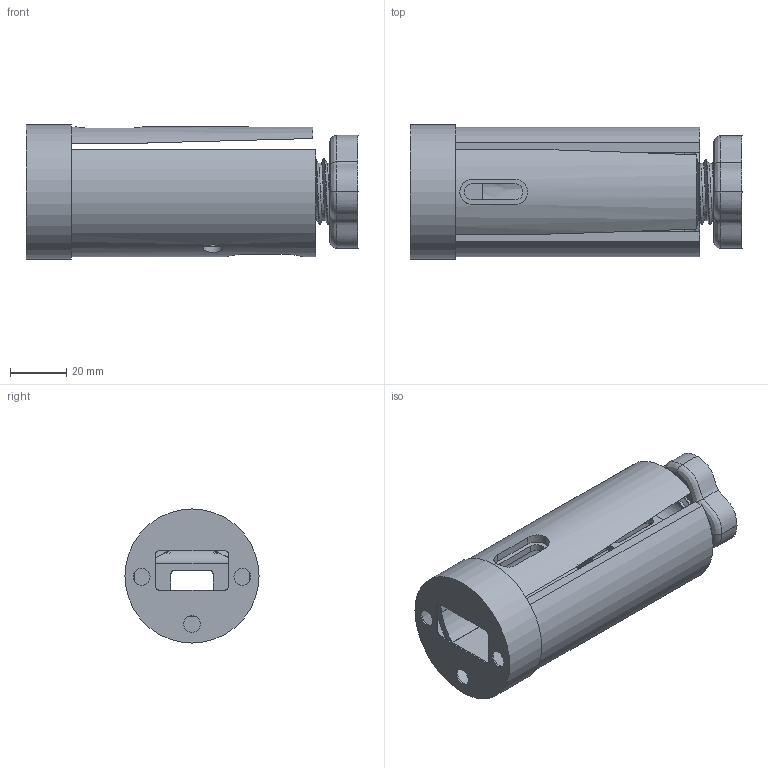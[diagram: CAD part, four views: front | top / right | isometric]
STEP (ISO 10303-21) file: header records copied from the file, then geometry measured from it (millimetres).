
FILE_DESCRIPTION(/* description */ (''),/* implementation_level */ '2;1');
FILE_NAME(/* name */ 'FilamentSpoolScale v27.step',/* time_stamp */ '2023-03-26T16:59:26+02:00',/* author */ (''),/* organization */ (''),/* preprocessor_version */ 'ST-DEVELOPER v19.2',/* originating_system */ 'Autodesk Translation Framework v11.17.0.187',/* authorisation */ '');
FILE_SCHEMA (('AUTOMOTIVE_DESIGN { 1 0 10303 214 3 1 1 }'));
Length unit declared in the file: millimetre
Products named in the file (1): FilamentSpoolScale
Bounding box: 117.66 x 47.5 x 47.5 mm (x, y, z)
Volume: 58846.6 mm3; surface area: 41741 mm2
Topology: 4 solids, 4 shells, 161 faces, 442 edges, 291 vertices
Faces by surface type: cylinder 76, plane 57, bspline 24, sphere 2, torus 2
Full cylindrical faces by diameter (mm): 3 x2, 3.2 x2, 6 x3, 20.367 x4, 21.002 x2, 23.354 x4, 24.349 x3, 46.5 x1, 47.5 x1
Entity records: 9565 total; most frequent: CARTESIAN_POINT 5705, ORIENTED_EDGE 884, DIRECTION 670, EDGE_CURVE 442, VERTEX_POINT 291, AXIS2_PLACEMENT_3D 243, EDGE_LOOP 185, LINE 184
